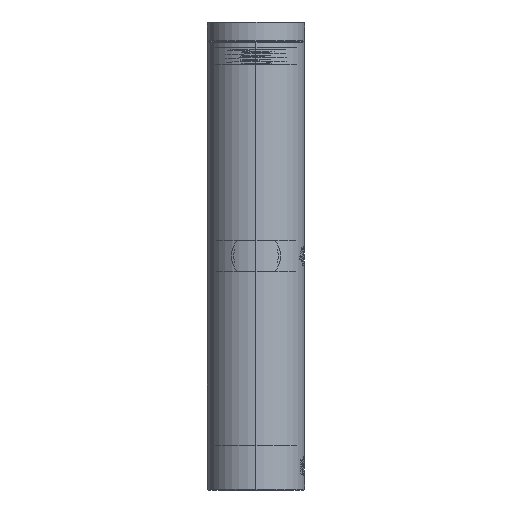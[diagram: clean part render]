
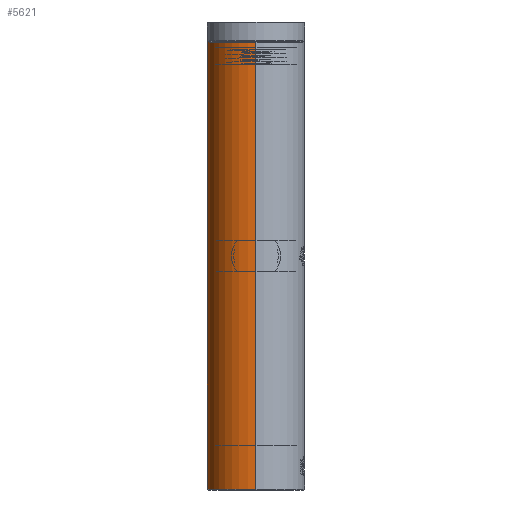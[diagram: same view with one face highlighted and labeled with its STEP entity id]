
A CAD part, left-side view. The second image highlights one B-rep face of the part: STEP entity #5621.
In plain terms, the highlighted cylindrical face has radius 12.5 mm (diameter 25 mm), a partial arc.
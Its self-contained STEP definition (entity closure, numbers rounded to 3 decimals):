
#3353=CARTESIAN_POINT('',(114.8,0.,0.));
#3354=DIRECTION('',(-1.,0.,0.));
#3355=DIRECTION('',(0.,1.,0.));
#3356=AXIS2_PLACEMENT_3D('',#3353,#3354,#3355);
#3358=DIRECTION('',(-1.,0.,0.));
#3359=VECTOR('',#3358,114.6);
#3360=CARTESIAN_POINT('',(114.8,12.5,0.));
#3361=LINE('',#3360,#3359);
#3362=CARTESIAN_POINT('',(0.2,0.,0.));
#3363=DIRECTION('',(-1.,0.,0.));
#3364=DIRECTION('',(0.,1.,0.));
#3365=AXIS2_PLACEMENT_3D('',#3362,#3363,#3364);
#3367=DIRECTION('',(-1.,0.,0.));
#3368=VECTOR('',#3367,53.55);
#3369=CARTESIAN_POINT('',(53.75,-12.5,0.));
#3370=LINE('',#3369,#3368);
#3371=CARTESIAN_POINT('',(66.25,-12.5,0.));
#3372=CARTESIAN_POINT('',(66.25,-12.5,-0.417));
#3373=CARTESIAN_POINT('',(66.168,-12.459,
-1.234));
#3374=CARTESIAN_POINT('',(65.808,-12.283,
-2.415));
#3375=CARTESIAN_POINT('',(65.236,-12.02,
-3.482));
#3376=CARTESIAN_POINT('',(64.477,-11.706,
-4.416));
#3377=CARTESIAN_POINT('',(63.551,-11.38,
-5.19));
#3378=CARTESIAN_POINT('',(62.482,-11.088,
-5.78));
#3379=CARTESIAN_POINT('',(61.286,-10.878,
-6.159));
#3380=CARTESIAN_POINT('',(60.025,-10.8,
-6.293));
#3381=CARTESIAN_POINT('',(58.765,-10.872,
-6.17));
#3382=CARTESIAN_POINT('',(57.57,-11.076,
-5.802));
#3383=CARTESIAN_POINT('',(56.491,-11.366,
-5.219));
#3384=CARTESIAN_POINT('',(55.553,-11.694,
-4.447));
#3385=CARTESIAN_POINT('',(54.781,-12.013,
-3.509));
#3386=CARTESIAN_POINT('',(54.2,-12.279,
-2.436));
#3387=CARTESIAN_POINT('',(53.833,-12.458,
-1.245));
#3388=CARTESIAN_POINT('',(53.75,-12.5,-0.421));
#3389=CARTESIAN_POINT('',(53.75,-12.5,0.));
#3391=DIRECTION('',(-1.,0.,0.));
#3392=VECTOR('',#3391,48.55);
#3393=CARTESIAN_POINT('',(114.8,-12.5,0.));
#3394=LINE('',#3393,#3392);
#3482=CARTESIAN_POINT('',(53.75,-12.5,0.));
#3500=CARTESIAN_POINT('',(66.25,-12.5,0.));
#4804=VERTEX_POINT('',#3482);
#4805=VERTEX_POINT('',#3500);
#4915=CARTESIAN_POINT('',(114.8,-12.5,0.));
#4916=CARTESIAN_POINT('',(114.8,12.5,0.));
#4917=VERTEX_POINT('',#4915);
#4918=VERTEX_POINT('',#4916);
#4927=CARTESIAN_POINT('',(0.2,-12.5,0.));
#4928=CARTESIAN_POINT('',(0.2,12.5,0.));
#4929=VERTEX_POINT('',#4927);
#4930=VERTEX_POINT('',#4928);
#5603=CARTESIAN_POINT('',(-5.75,0.,0.));
#5604=DIRECTION('',(1.,0.,0.));
#5605=DIRECTION('',(0.,-1.,0.));
#5606=AXIS2_PLACEMENT_3D('',#5603,#5604,#5605);
#5607=CYLINDRICAL_SURFACE('',#5606,12.5);
#5609=ORIENTED_EDGE('',*,*,#5608,.F.);
#5611=ORIENTED_EDGE('',*,*,#5610,.T.);
#5613=ORIENTED_EDGE('',*,*,#5612,.T.);
#5615=ORIENTED_EDGE('',*,*,#5614,.F.);
#5616=ORIENTED_EDGE('',*,*,#5586,.F.);
#5618=ORIENTED_EDGE('',*,*,#5617,.F.);
#5619=EDGE_LOOP('',(#5609,#5611,#5613,#5615,#5616,#5618));
#5620=FACE_OUTER_BOUND('',#5619,.F.);
#3357=CIRCLE('',#3356,12.5);
#3366=CIRCLE('',#3365,12.5);
#3390=B_SPLINE_CURVE_WITH_KNOTS('',3,(#3371,#3372,#3373,#3374,#3375,#3376,#3377,
#3378,#3379,#3380,#3381,#3382,#3383,#3384,#3385,#3386,#3387,#3388,#3389),
.UNSPECIFIED.,.F.,.F.,(4,1,1,1,1,1,1,1,1,1,1,1,1,1,1,1,4),(0.,0.063,0.125,
0.188,0.25,0.313,0.375,0.438,0.5,0.563,0.625,0.688,
0.75,0.813,0.875,0.938,1.),.UNSPECIFIED.);
#5586=EDGE_CURVE('',#4805,#4804,#3390,.T.);
#5608=EDGE_CURVE('',#4918,#4917,#3357,.T.);
#5610=EDGE_CURVE('',#4918,#4930,#3361,.T.);
#5612=EDGE_CURVE('',#4930,#4929,#3366,.T.);
#5614=EDGE_CURVE('',#4804,#4929,#3370,.T.);
#5617=EDGE_CURVE('',#4917,#4805,#3394,.T.);
#5621=ADVANCED_FACE('',(#5620),#5607,.T.);
